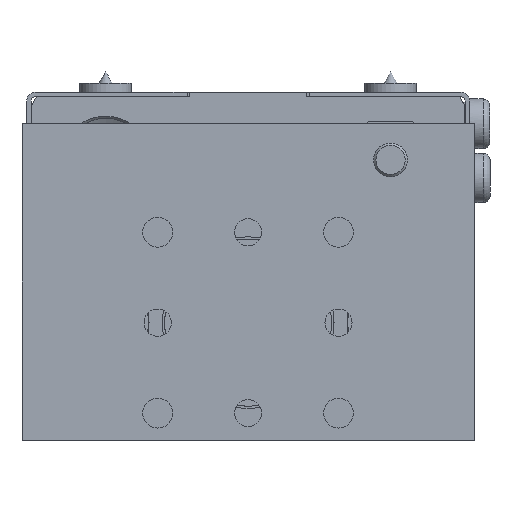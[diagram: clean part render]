
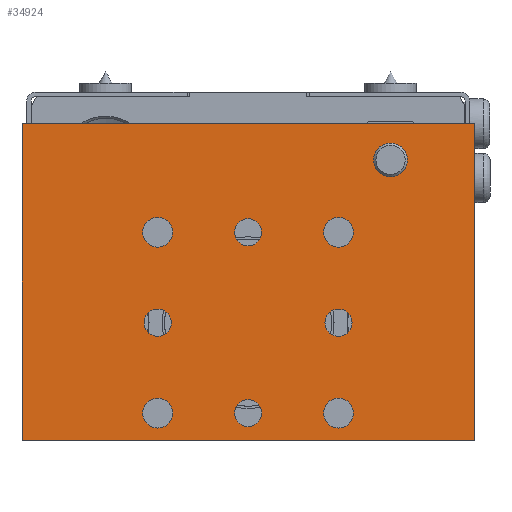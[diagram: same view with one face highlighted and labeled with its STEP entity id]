
A CAD part, left-side view. The second image highlights one B-rep face of the part: STEP entity #34924.
In plain terms, the highlighted face is planar.
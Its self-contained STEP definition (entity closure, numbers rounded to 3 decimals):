
#34416=CARTESIAN_POINT('',(310.,35.229,61.));
#34417=VERTEX_POINT('',#34416);
#34418=CARTESIAN_POINT('',(310.,31.5,61.));
#34419=DIRECTION('',(-1.0,0.0,0.0));
#34420=DIRECTION('',(0.0,-1.0,0.0));
#34421=AXIS2_PLACEMENT_3D('',#34418,#34419,#34420);
#34422=CIRCLE('',#34421,3.73);
#34423=EDGE_CURVE('',#34417,#34417,#34422,.T.);
#34436=CARTESIAN_POINT('',(310.,3.,5.));
#34437=VERTEX_POINT('',#34436);
#34438=CARTESIAN_POINT('',(310.,0.,5.));
#34439=DIRECTION('',(-1.0,0.0,0.0));
#34440=DIRECTION('',(0.0,1.0,0.0));
#34441=AXIS2_PLACEMENT_3D('',#34438,#34439,#34440);
#34442=CIRCLE('',#34441,3.0);
#34443=EDGE_CURVE('',#34437,#34437,#34442,.T.);
#34456=CARTESIAN_POINT('',(310.,3.,45.));
#34457=VERTEX_POINT('',#34456);
#34458=CARTESIAN_POINT('',(310.,0.,45.));
#34459=DIRECTION('',(-1.0,0.0,0.0));
#34460=DIRECTION('',(0.0,1.0,0.0));
#34461=AXIS2_PLACEMENT_3D('',#34458,#34459,#34460);
#34462=CIRCLE('',#34461,3.0);
#34463=EDGE_CURVE('',#34457,#34457,#34462,.T.);
#34476=CARTESIAN_POINT('',(310.,-17.,25.));
#34477=VERTEX_POINT('',#34476);
#34478=CARTESIAN_POINT('',(310.,-20.,25.));
#34479=DIRECTION('',(-1.0,0.0,0.0));
#34480=DIRECTION('',(0.0,1.0,0.0));
#34481=AXIS2_PLACEMENT_3D('',#34478,#34479,#34480);
#34482=CIRCLE('',#34481,3.0);
#34483=EDGE_CURVE('',#34477,#34477,#34482,.T.);
#34496=CARTESIAN_POINT('',(310.,23.,25.));
#34497=VERTEX_POINT('',#34496);
#34498=CARTESIAN_POINT('',(310.,20.,25.));
#34499=DIRECTION('',(-1.0,0.0,0.0));
#34500=DIRECTION('',(0.0,1.0,0.0));
#34501=AXIS2_PLACEMENT_3D('',#34498,#34499,#34500);
#34502=CIRCLE('',#34501,3.0);
#34503=EDGE_CURVE('',#34497,#34497,#34502,.T.);
#34553=CARTESIAN_POINT('',(310.,23.3,45.));
#34554=VERTEX_POINT('',#34553);
#34555=CARTESIAN_POINT('',(310.,20.,45.));
#34556=DIRECTION('',(-1.0,0.0,0.0));
#34557=DIRECTION('',(0.0,-1.0,0.0));
#34558=AXIS2_PLACEMENT_3D('',#34555,#34556,#34557);
#34559=CIRCLE('',#34558,3.3);
#34560=EDGE_CURVE('',#34554,#34554,#34559,.T.);
#34613=CARTESIAN_POINT('',(310.,-16.7,5.));
#34614=VERTEX_POINT('',#34613);
#34615=CARTESIAN_POINT('',(310.,-20.,5.));
#34616=DIRECTION('',(-1.0,0.0,0.0));
#34617=DIRECTION('',(0.0,-1.0,0.0));
#34618=AXIS2_PLACEMENT_3D('',#34615,#34616,#34617);
#34619=CIRCLE('',#34618,3.3);
#34620=EDGE_CURVE('',#34614,#34614,#34619,.T.);
#34673=CARTESIAN_POINT('',(310.,-16.7,45.));
#34674=VERTEX_POINT('',#34673);
#34675=CARTESIAN_POINT('',(310.,-20.,45.));
#34676=DIRECTION('',(-1.0,0.0,0.0));
#34677=DIRECTION('',(0.0,-1.0,0.0));
#34678=AXIS2_PLACEMENT_3D('',#34675,#34676,#34677);
#34679=CIRCLE('',#34678,3.3);
#34680=EDGE_CURVE('',#34674,#34674,#34679,.T.);
#34733=CARTESIAN_POINT('',(310.,23.3,5.));
#34734=VERTEX_POINT('',#34733);
#34735=CARTESIAN_POINT('',(310.,20.,5.));
#34736=DIRECTION('',(-1.0,0.0,0.0));
#34737=DIRECTION('',(0.0,-1.0,0.0));
#34738=AXIS2_PLACEMENT_3D('',#34735,#34736,#34737);
#34739=CIRCLE('',#34738,3.3);
#34740=EDGE_CURVE('',#34734,#34734,#34739,.T.);
#34777=CARTESIAN_POINT('',(310.,-50.,-1.));
#34778=VERTEX_POINT('',#34777);
#34779=CARTESIAN_POINT('',(310.,-50.,69.));
#34780=VERTEX_POINT('',#34779);
#34781=CARTESIAN_POINT('',(310.,-50.,-1.));
#34782=DIRECTION('',(0.0,0.0,1.0));
#34783=VECTOR('',#34782,70.);
#34784=LINE('',#34781,#34783);
#34785=EDGE_CURVE('',#34778,#34780,#34784,.T.);
#34814=CARTESIAN_POINT('',(310.,50.,69.));
#34815=VERTEX_POINT('',#34814);
#34816=CARTESIAN_POINT('',(310.,-50.,69.));
#34817=DIRECTION('',(0.0,1.0,0.0));
#34818=VECTOR('',#34817,100.0);
#34819=LINE('',#34816,#34818);
#34820=EDGE_CURVE('',#34780,#34815,#34819,.T.);
#34838=CARTESIAN_POINT('',(310.,50.,-1.));
#34839=VERTEX_POINT('',#34838);
#34840=CARTESIAN_POINT('',(310.,50.,69.));
#34841=DIRECTION('',(0.0,0.0,-1.0));
#34842=VECTOR('',#34841,70.0);
#34843=LINE('',#34840,#34842);
#34844=EDGE_CURVE('',#34815,#34839,#34843,.T.);
#34868=CARTESIAN_POINT('',(310.,50.,-1.));
#34869=DIRECTION('',(0.0,-1.0,0.0));
#34870=VECTOR('',#34869,100.0);
#34871=LINE('',#34868,#34870);
#34872=EDGE_CURVE('',#34839,#34778,#34871,.T.);
#34886=CARTESIAN_POINT('',(310.,0.,34.));
#34887=DIRECTION('',(1.0,0.0,0.0));
#34888=DIRECTION('',(0.0,1.0,0.0));
#34889=AXIS2_PLACEMENT_3D('',#34886,#34887,#34888);
#34890=PLANE('',#34889);
#34891=ORIENTED_EDGE('',*,*,#34785,.F.);
#34892=ORIENTED_EDGE('',*,*,#34872,.F.);
#34893=ORIENTED_EDGE('',*,*,#34844,.F.);
#34894=ORIENTED_EDGE('',*,*,#34820,.F.);
#34895=EDGE_LOOP('',(#34891,#34892,#34893,#34894));
#34896=FACE_OUTER_BOUND('',#34895,.T.);
#34897=ORIENTED_EDGE('',*,*,#34423,.T.);
#34898=EDGE_LOOP('',(#34897));
#34899=FACE_BOUND('',#34898,.T.);
#34900=ORIENTED_EDGE('',*,*,#34443,.T.);
#34901=EDGE_LOOP('',(#34900));
#34902=FACE_BOUND('',#34901,.T.);
#34903=ORIENTED_EDGE('',*,*,#34463,.T.);
#34904=EDGE_LOOP('',(#34903));
#34905=FACE_BOUND('',#34904,.T.);
#34906=ORIENTED_EDGE('',*,*,#34483,.T.);
#34907=EDGE_LOOP('',(#34906));
#34908=FACE_BOUND('',#34907,.T.);
#34909=ORIENTED_EDGE('',*,*,#34503,.T.);
#34910=EDGE_LOOP('',(#34909));
#34911=FACE_BOUND('',#34910,.T.);
#34912=ORIENTED_EDGE('',*,*,#34560,.T.);
#34913=EDGE_LOOP('',(#34912));
#34914=FACE_BOUND('',#34913,.T.);
#34915=ORIENTED_EDGE('',*,*,#34620,.T.);
#34916=EDGE_LOOP('',(#34915));
#34917=FACE_BOUND('',#34916,.T.);
#34918=ORIENTED_EDGE('',*,*,#34680,.T.);
#34919=EDGE_LOOP('',(#34918));
#34920=FACE_BOUND('',#34919,.T.);
#34921=ORIENTED_EDGE('',*,*,#34740,.T.);
#34922=EDGE_LOOP('',(#34921));
#34923=FACE_BOUND('',#34922,.T.);
#34924=ADVANCED_FACE('',(#34896,#34899,#34902,#34905,#34908,#34911,#34914,#34917,#34920,#34923),#34890,.T.);
